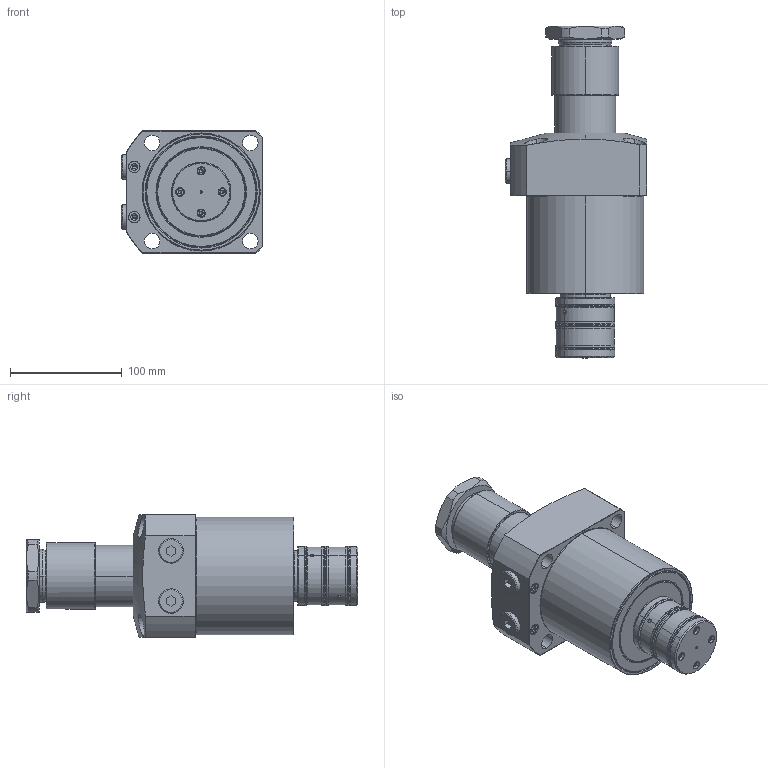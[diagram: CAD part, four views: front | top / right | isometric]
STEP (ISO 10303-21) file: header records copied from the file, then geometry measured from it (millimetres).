
FILE_DESCRIPTION (( 'STEP AP203' ), '1' );
FILE_NAME ('LHA1050-CLM.STEP', '2018-12-15T06:02:21', ( '微软用户' ), ( '微软中国' ), 'SwSTEP 2.0', 'SolidWorks 2012', '' );
FILE_SCHEMA (( 'CONFIG_CONTROL_DESIGN' ));
Length unit declared in the file: millimetre
Products named in the file (10): LHA1050-玅帡椔溹; 6妏寠晅无倌_M4(50); LHA1050-CLM; LHA1050-槭暌溛(蹬怮椔); LHA1050-咂衝椳紕_蹬怮椔); LHA1050-楓羔筳; LHA1050-ů_; LHA1050-簸忣諍匏_; Gȼ__8; LHA1050-D菛巍
Assembly tree (13 placements, depth 2):
  LHA1050-CLM
    LHA1050-槭暌溛(蹬怮椔)
    LHA1050-咂衝椳紕_蹬怮椔)
    LHA1050-楓羔筳
    LHA1050-ů_
    LHA1050-簸忣諍匏_
    Gȼ__8  x2
    LHA1050-D菛巍
    LHA1050-玅帡椔溹
    6妏寠晅无倌_M4(50)  x4
Bounding box: 126.5 x 297.5 x 110 mm (x, y, z)
Volume: 1799521.4 mm3; surface area: 179576.6 mm2
Topology: 16 solids, 16 shells, 515 faces, 1114 edges, 655 vertices
Faces by surface type: plane 171, cylinder 159, cone 109, torus 74, sphere 2
Entity records: 13806 total; most frequent: CARTESIAN_POINT 3289, DIRECTION 2122, ORIENTED_EDGE 1840, EDGE_CURVE 920, AXIS2_PLACEMENT_3D 903, VERTEX_POINT 562, CIRCLE 478, EDGE_LOOP 476
